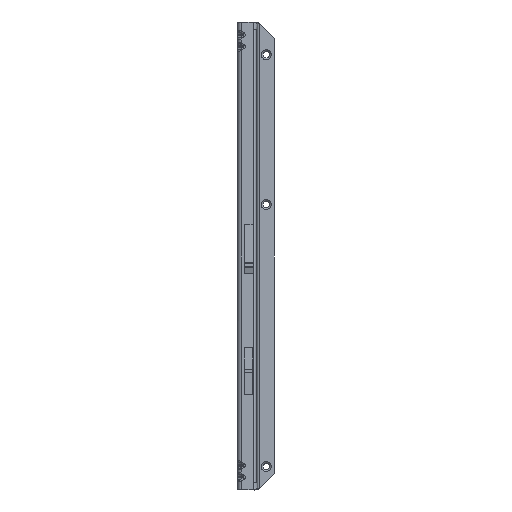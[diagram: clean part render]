
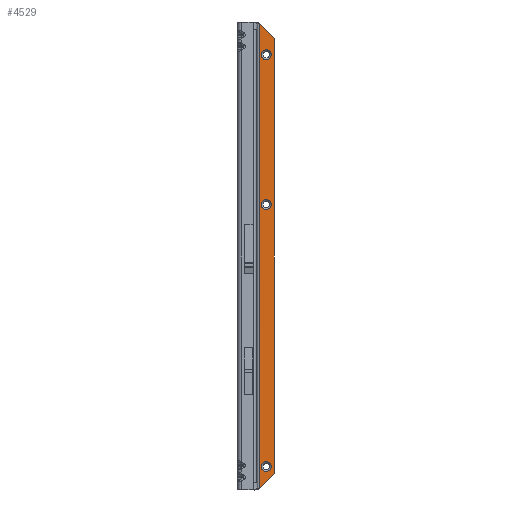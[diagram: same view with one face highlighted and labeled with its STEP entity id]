
A CAD part, front view. The second image highlights one B-rep face of the part: STEP entity #4529.
In plain terms, the highlighted planar face has unit normal (0, -1, 0).
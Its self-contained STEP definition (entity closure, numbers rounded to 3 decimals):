
#229 = DIRECTION ( 'NONE',  ( -1., 0., 0. ) ) ;
#442 = LINE ( 'NONE', #8557, #5942 ) ;
#1176 = CARTESIAN_POINT ( 'NONE',  ( 0.121, -1.5, -399.121 ) ) ;
#2020 = ORIENTED_EDGE ( 'NONE', *, *, #8128, .T. ) ;
#4422 = LINE ( 'NONE', #37890, #10453 ) ;
#4529 = ADVANCED_FACE ( 'NONE', ( #10080, #27116, #44098, #32102 ), #49138, .F. ) ;
#4885 = VERTEX_POINT ( 'NONE', #7645 ) ;
#5895 = DIRECTION ( 'NONE',  ( -1., 0., 0. ) ) ;
#5942 = VECTOR ( 'NONE', #42575, 1000. ) ;
#6305 = VECTOR ( 'NONE', #27314, 1000. ) ;
#7645 = CARTESIAN_POINT ( 'NONE',  ( 6.5, -1.5, -32.25 ) ) ;
#7669 = CARTESIAN_POINT ( 'NONE',  ( 6.5, -1.5, -28. ) ) ;
#7815 = EDGE_CURVE ( 'NONE', #22214, #39531, #442, .T. ) ;
#8083 = VERTEX_POINT ( 'NONE', #25503 ) ;
#8128 = EDGE_CURVE ( 'NONE', #4885, #15090, #27387, .T. ) ;
#8465 = DIRECTION ( 'NONE',  ( 0.707, 0., 0.707 ) ) ;
#8557 = CARTESIAN_POINT ( 'NONE',  ( 0.5, -1.5, -400. ) ) ;
#9497 = EDGE_CURVE ( 'NONE', #18423, #37463, #38352, .T. ) ;
#10080 = FACE_BOUND ( 'NONE', #41027, .T. ) ;
#10453 = VECTOR ( 'NONE', #37338, 1000. ) ;
#10567 = EDGE_CURVE ( 'NONE', #22214, #8083, #26045, .T. ) ;
#10901 = CARTESIAN_POINT ( 'NONE',  ( 0., -1.5, -400. ) ) ;
#11016 = VERTEX_POINT ( 'NONE', #46142 ) ;
#11516 = CARTESIAN_POINT ( 'NONE',  ( 6.5, -1.5, -151.75 ) ) ;
#12336 = DIRECTION ( 'NONE',  ( 0., 1., 0. ) ) ;
#14112 = DIRECTION ( 'NONE',  ( 0., 1., 0. ) ) ;
#15003 = DIRECTION ( 'NONE',  ( -1., 0., 0. ) ) ;
#15090 = VERTEX_POINT ( 'NONE', #46807 ) ;
#17178 = ORIENTED_EDGE ( 'NONE', *, *, #41372, .T. ) ;
#18423 = VERTEX_POINT ( 'NONE', #11516 ) ;
#18779 = CARTESIAN_POINT ( 'NONE',  ( 6.5, -1.5, -380. ) ) ;
#18845 = CARTESIAN_POINT ( 'NONE',  ( 6.5, -1.5, -156. ) ) ;
#19270 = EDGE_LOOP ( 'NONE', ( #36292, #17178 ) ) ;
#19304 = AXIS2_PLACEMENT_3D ( 'NONE', #37894, #33716, #229 ) ;
#19786 = EDGE_CURVE ( 'NONE', #11016, #39531, #34016, .T. ) ;
#20268 = CIRCLE ( 'NONE', #41625, 4.25 ) ;
#20375 = AXIS2_PLACEMENT_3D ( 'NONE', #43450, #52065, #15003 ) ;
#21292 = CIRCLE ( 'NONE', #43541, 4.25 ) ;
#21319 = DIRECTION ( 'NONE',  ( -1., 0., 0. ) ) ;
#22214 = VERTEX_POINT ( 'NONE', #52163 ) ;
#23088 = CARTESIAN_POINT ( 'NONE',  ( 6.5, -1.5, -160.25 ) ) ;
#23738 = DIRECTION ( 'NONE',  ( 0., 1., 0. ) ) ;
#24641 = CIRCLE ( 'NONE', #19304, 4.25 ) ;
#25503 = CARTESIAN_POINT ( 'NONE',  ( 13.5, -1.5, -385.742 ) ) ;
#26045 = LINE ( 'NONE', #1176, #44992 ) ;
#26143 = DIRECTION ( 'NONE',  ( -1., 0., 0. ) ) ;
#26919 = ORIENTED_EDGE ( 'NONE', *, *, #10567, .T. ) ;
#27116 = FACE_BOUND ( 'NONE', #19270, .T. ) ;
#27314 = DIRECTION ( 'NONE',  ( -0.707, 0., 0.707 ) ) ;
#27387 = CIRCLE ( 'NONE', #50521, 4.25 ) ;
#29699 = DIRECTION ( 'NONE',  ( 0., 1., 0. ) ) ;
#29814 = EDGE_CURVE ( 'NONE', #8083, #11016, #4422, .T. ) ;
#30394 = ORIENTED_EDGE ( 'NONE', *, *, #7815, .F. ) ;
#31912 = ORIENTED_EDGE ( 'NONE', *, *, #29814, .T. ) ;
#31942 = VERTEX_POINT ( 'NONE', #44819 ) ;
#32102 = FACE_OUTER_BOUND ( 'NONE', #46244, .T. ) ;
#32132 = CARTESIAN_POINT ( 'NONE',  ( 6.5, -1.5, -375.75 ) ) ;
#33333 = ORIENTED_EDGE ( 'NONE', *, *, #44706, .T. ) ;
#33586 = EDGE_LOOP ( 'NONE', ( #33333, #2020 ) ) ;
#33716 = DIRECTION ( 'NONE',  ( 0., 1., 0. ) ) ;
#33940 = DIRECTION ( 'NONE',  ( 0., 1., 0. ) ) ;
#34016 = LINE ( 'NONE', #46583, #6305 ) ;
#34033 = AXIS2_PLACEMENT_3D ( 'NONE', #10901, #23738, #5895 ) ;
#36292 = ORIENTED_EDGE ( 'NONE', *, *, #9497, .T. ) ;
#37338 = DIRECTION ( 'NONE',  ( 0., 0., 1. ) ) ;
#37463 = VERTEX_POINT ( 'NONE', #23088 ) ;
#37525 = ORIENTED_EDGE ( 'NONE', *, *, #42299, .T. ) ;
#37890 = CARTESIAN_POINT ( 'NONE',  ( 13.5, -1.5, 0. ) ) ;
#37894 = CARTESIAN_POINT ( 'NONE',  ( 6.5, -1.5, -156. ) ) ;
#38352 = CIRCLE ( 'NONE', #40131, 4.25 ) ;
#39304 = ORIENTED_EDGE ( 'NONE', *, *, #19786, .T. ) ;
#39531 = VERTEX_POINT ( 'NONE', #50718 ) ;
#39745 = DIRECTION ( 'NONE',  ( -1., 0., 0. ) ) ;
#40131 = AXIS2_PLACEMENT_3D ( 'NONE', #18845, #14112, #39745 ) ;
#40833 = VERTEX_POINT ( 'NONE', #32132 ) ;
#41027 = EDGE_LOOP ( 'NONE', ( #52249, #37525 ) ) ;
#41372 = EDGE_CURVE ( 'NONE', #37463, #18423, #24641, .T. ) ;
#41625 = AXIS2_PLACEMENT_3D ( 'NONE', #51198, #33940, #26143 ) ;
#42299 = EDGE_CURVE ( 'NONE', #31942, #40833, #20268, .T. ) ;
#42575 = DIRECTION ( 'NONE',  ( 0., 0., 1. ) ) ;
#43450 = CARTESIAN_POINT ( 'NONE',  ( 6.5, -1.5, -28. ) ) ;
#43541 = AXIS2_PLACEMENT_3D ( 'NONE', #18779, #12336, #54447 ) ;
#43766 = EDGE_CURVE ( 'NONE', #40833, #31942, #21292, .T. ) ;
#44098 = FACE_BOUND ( 'NONE', #33586, .T. ) ;
#44706 = EDGE_CURVE ( 'NONE', #15090, #4885, #50653, .T. ) ;
#44819 = CARTESIAN_POINT ( 'NONE',  ( 6.5, -1.5, -384.25 ) ) ;
#44992 = VECTOR ( 'NONE', #8465, 1000. ) ;
#46142 = CARTESIAN_POINT ( 'NONE',  ( 13.5, -1.5, -14.258 ) ) ;
#46244 = EDGE_LOOP ( 'NONE', ( #39304, #30394, #26919, #31912 ) ) ;
#46583 = CARTESIAN_POINT ( 'NONE',  ( 0.121, -1.5, -0.879 ) ) ;
#46807 = CARTESIAN_POINT ( 'NONE',  ( 6.5, -1.5, -23.75 ) ) ;
#49138 = PLANE ( 'NONE',  #34033 ) ;
#50521 = AXIS2_PLACEMENT_3D ( 'NONE', #7669, #29699, #21319 ) ;
#50653 = CIRCLE ( 'NONE', #20375, 4.25 ) ;
#50718 = CARTESIAN_POINT ( 'NONE',  ( 0.5, -1.5, -1.258 ) ) ;
#51198 = CARTESIAN_POINT ( 'NONE',  ( 6.5, -1.5, -380. ) ) ;
#52065 = DIRECTION ( 'NONE',  ( 0., 1., 0. ) ) ;
#52163 = CARTESIAN_POINT ( 'NONE',  ( 0.5, -1.5, -398.742 ) ) ;
#52249 = ORIENTED_EDGE ( 'NONE', *, *, #43766, .T. ) ;
#54447 = DIRECTION ( 'NONE',  ( -1., 0., 0. ) ) ;
